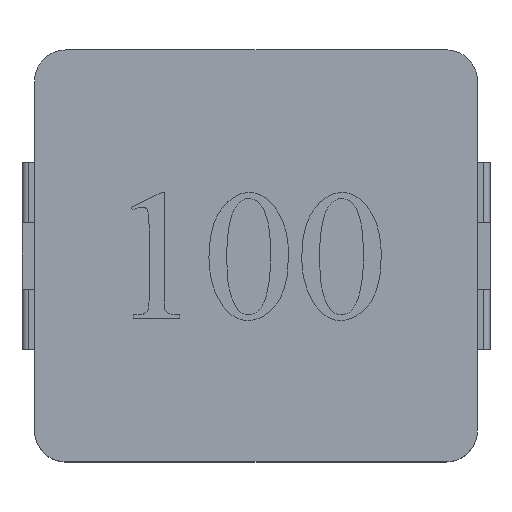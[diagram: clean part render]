
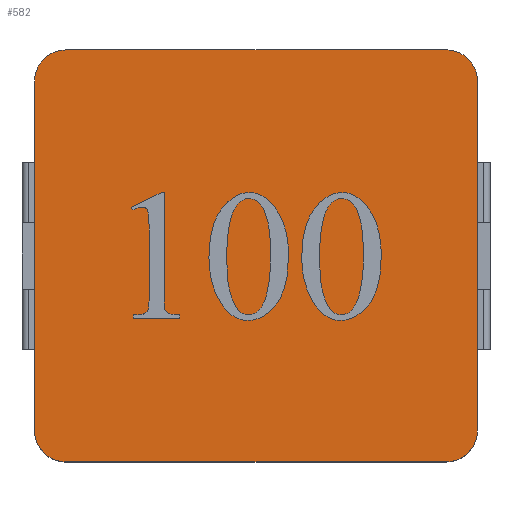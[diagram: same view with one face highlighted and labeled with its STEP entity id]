
A CAD part, top view. The second image highlights one B-rep face of the part: STEP entity #582.
In plain terms, the highlighted free-form (B-spline) face has degree [1, 1] with [2, 2] control points.
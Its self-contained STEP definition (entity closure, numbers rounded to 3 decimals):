
#267 = VERTEX_POINT('',#268);
#268 = CARTESIAN_POINT('',(-4.343,-3.426,
    3.426));
#273 = EDGE_CURVE('',#267,#274,#276,.T.);
#274 = VERTEX_POINT('',#275);
#275 = CARTESIAN_POINT('',(-4.343,3.426,3.426
    ));
#276 = B_SPLINE_CURVE_WITH_KNOTS('',1,(#277,#278),.UNSPECIFIED.,.F.,.F.,
  (2,2),(0.,5.6),.PIECEWISE_BEZIER_KNOTS.);
#277 = CARTESIAN_POINT('',(-4.343,-3.426,
    3.426));
#278 = CARTESIAN_POINT('',(-4.343,3.426,3.426
    ));
#563 = EDGE_CURVE('',#564,#274,#566,.T.);
#564 = VERTEX_POINT('',#565);
#565 = CARTESIAN_POINT('',(-3.732,4.037,3.426
    ));
#566 = ( BOUNDED_CURVE() B_SPLINE_CURVE(2,(#567,#568,#569),
.UNSPECIFIED.,.F.,.F.) B_SPLINE_CURVE_WITH_KNOTS((3,3),(1.571,
3.142),.PIECEWISE_BEZIER_KNOTS.) CURVE() 
GEOMETRIC_REPRESENTATION_ITEM() RATIONAL_B_SPLINE_CURVE((1.,
0.707,1.)) REPRESENTATION_ITEM('') );
#567 = CARTESIAN_POINT('',(-3.732,4.037,3.426
    ));
#568 = CARTESIAN_POINT('',(-4.343,4.037,3.426
    ));
#569 = CARTESIAN_POINT('',(-4.343,3.426,3.426
    ));
#582 = ADVANCED_FACE('',(#583),#630,.T.);
#583 = FACE_BOUND('',#584,.T.);
#584 = EDGE_LOOP('',(#585,#586,#587,#595,#602,#610,#617,#625));
#585 = ORIENTED_EDGE('',*,*,#563,.T.);
#586 = ORIENTED_EDGE('',*,*,#273,.F.);
#587 = ORIENTED_EDGE('',*,*,#588,.T.);
#588 = EDGE_CURVE('',#267,#589,#591,.T.);
#589 = VERTEX_POINT('',#590);
#590 = CARTESIAN_POINT('',(-3.732,-4.037,
    3.426));
#591 = ( BOUNDED_CURVE() B_SPLINE_CURVE(2,(#592,#593,#594),
.UNSPECIFIED.,.F.,.F.) B_SPLINE_CURVE_WITH_KNOTS((3,3),(3.142,
4.712),.PIECEWISE_BEZIER_KNOTS.) CURVE() 
GEOMETRIC_REPRESENTATION_ITEM() RATIONAL_B_SPLINE_CURVE((1.,
0.707,1.)) REPRESENTATION_ITEM('') );
#592 = CARTESIAN_POINT('',(-4.343,-3.426,
    3.426));
#593 = CARTESIAN_POINT('',(-4.343,-4.037,
    3.426));
#594 = CARTESIAN_POINT('',(-3.732,-4.037,
    3.426));
#595 = ORIENTED_EDGE('',*,*,#596,.F.);
#596 = EDGE_CURVE('',#597,#589,#599,.T.);
#597 = VERTEX_POINT('',#598);
#598 = CARTESIAN_POINT('',(3.732,-4.037,3.426
    ));
#599 = B_SPLINE_CURVE_WITH_KNOTS('',1,(#600,#601),.UNSPECIFIED.,.F.,.F.,
  (2,2),(0.,6.1),.PIECEWISE_BEZIER_KNOTS.);
#600 = CARTESIAN_POINT('',(3.732,-4.037,3.426
    ));
#601 = CARTESIAN_POINT('',(-3.732,-4.037,
    3.426));
#602 = ORIENTED_EDGE('',*,*,#603,.T.);
#603 = EDGE_CURVE('',#597,#604,#606,.T.);
#604 = VERTEX_POINT('',#605);
#605 = CARTESIAN_POINT('',(4.343,-3.426,3.426
    ));
#606 = ( BOUNDED_CURVE() B_SPLINE_CURVE(2,(#607,#608,#609),
.UNSPECIFIED.,.F.,.F.) B_SPLINE_CURVE_WITH_KNOTS((3,3),(4.712,
6.283),.PIECEWISE_BEZIER_KNOTS.) CURVE() 
GEOMETRIC_REPRESENTATION_ITEM() RATIONAL_B_SPLINE_CURVE((1.,
0.707,1.)) REPRESENTATION_ITEM('') );
#607 = CARTESIAN_POINT('',(3.732,-4.037,3.426
    ));
#608 = CARTESIAN_POINT('',(4.343,-4.037,3.426
    ));
#609 = CARTESIAN_POINT('',(4.343,-3.426,3.426
    ));
#610 = ORIENTED_EDGE('',*,*,#611,.F.);
#611 = EDGE_CURVE('',#612,#604,#614,.T.);
#612 = VERTEX_POINT('',#613);
#613 = CARTESIAN_POINT('',(4.343,3.426,3.426)
  );
#614 = B_SPLINE_CURVE_WITH_KNOTS('',1,(#615,#616),.UNSPECIFIED.,.F.,.F.,
  (2,2),(0.,5.6),.PIECEWISE_BEZIER_KNOTS.);
#615 = CARTESIAN_POINT('',(4.343,3.426,3.426)
  );
#616 = CARTESIAN_POINT('',(4.343,-3.426,3.426
    ));
#617 = ORIENTED_EDGE('',*,*,#618,.T.);
#618 = EDGE_CURVE('',#612,#619,#621,.T.);
#619 = VERTEX_POINT('',#620);
#620 = CARTESIAN_POINT('',(3.732,4.037,3.426)
  );
#621 = ( BOUNDED_CURVE() B_SPLINE_CURVE(2,(#622,#623,#624),
.UNSPECIFIED.,.F.,.F.) B_SPLINE_CURVE_WITH_KNOTS((3,3),(0.,
1.571),.PIECEWISE_BEZIER_KNOTS.) CURVE() 
GEOMETRIC_REPRESENTATION_ITEM() RATIONAL_B_SPLINE_CURVE((1.,
0.707,1.)) REPRESENTATION_ITEM('') );
#622 = CARTESIAN_POINT('',(4.343,3.426,3.426)
  );
#623 = CARTESIAN_POINT('',(4.343,4.037,3.426)
  );
#624 = CARTESIAN_POINT('',(3.732,4.037,3.426)
  );
#625 = ORIENTED_EDGE('',*,*,#626,.F.);
#626 = EDGE_CURVE('',#564,#619,#627,.T.);
#627 = B_SPLINE_CURVE_WITH_KNOTS('',1,(#628,#629),.UNSPECIFIED.,.F.,.F.,
  (2,2),(0.,6.1),.PIECEWISE_BEZIER_KNOTS.);
#628 = CARTESIAN_POINT('',(-3.732,4.037,3.426
    ));
#629 = CARTESIAN_POINT('',(3.732,4.037,3.426)
  );
#630 = B_SPLINE_SURFACE_WITH_KNOTS('',1,1,(
    (#631,#632)
    ,(#633,#634
    )),.UNSPECIFIED.,.F.,.F.,.F.,(2,2),(2,2),(-3.55,3.55),(-3.3,3.3),
  .PIECEWISE_BEZIER_KNOTS.);
#631 = CARTESIAN_POINT('',(-4.343,-4.037,
    3.426));
#632 = CARTESIAN_POINT('',(-4.343,4.037,3.426
    ));
#633 = CARTESIAN_POINT('',(4.343,-4.037,3.426
    ));
#634 = CARTESIAN_POINT('',(4.343,4.037,3.426)
  );
